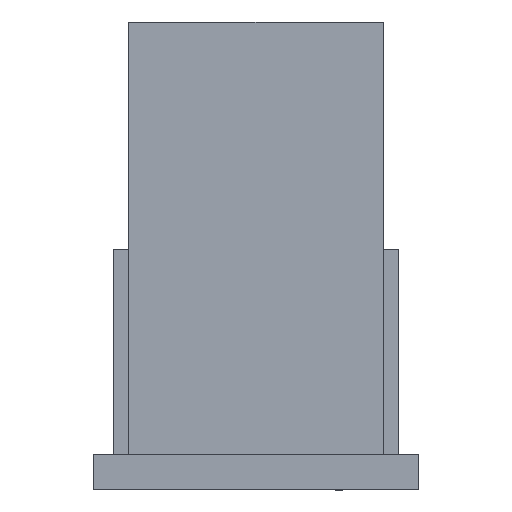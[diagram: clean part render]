
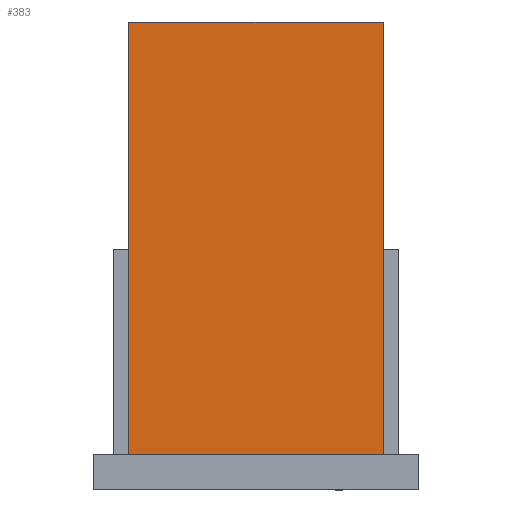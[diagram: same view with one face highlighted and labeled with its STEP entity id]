
A CAD part, front view. The second image highlights one B-rep face of the part: STEP entity #383.
In plain terms, the highlighted planar face has unit normal (0, -1, 0).
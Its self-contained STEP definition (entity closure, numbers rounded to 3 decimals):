
#69 = VERTEX_POINT ( 'NONE', #2908 ) ;
#83 = EDGE_CURVE ( 'NONE', #95, #84, #951, .T. ) ;
#84 = VERTEX_POINT ( 'NONE', #825 ) ;
#94 = EDGE_CURVE ( 'NONE', #95, #69, #940, .T. ) ;
#95 = VERTEX_POINT ( 'NONE', #936 ) ;
#146 = ORIENTED_EDGE ( 'NONE', *, *, #83, .F. ) ;
#147 = ORIENTED_EDGE ( 'NONE', *, *, #94, .T. ) ;
#148 = ORIENTED_EDGE ( 'NONE', *, *, #425, .F. ) ;
#352 = EDGE_CURVE ( 'NONE', #84, #423, #1525, .T. ) ;
#383 = ADVANCED_FACE ( 'NONE', ( #1562 ), #1501, .F. ) ;
#384 = EDGE_LOOP ( 'NONE', ( #385, #146, #147, #148 ) ) ;
#385 = ORIENTED_EDGE ( 'NONE', *, *, #352, .F. ) ;
#423 = VERTEX_POINT ( 'NONE', #1825 ) ;
#425 = EDGE_CURVE ( 'NONE', #423, #69, #1824, .T. ) ;
#825 = CARTESIAN_POINT ( 'NONE',  ( -5.7, 0., 0. ) ) ;
#936 = CARTESIAN_POINT ( 'NONE',  ( -5.7, 0., -9.7 ) ) ;
#937 = DIRECTION ( 'NONE',  ( 1., 0., 0. ) ) ;
#938 = VECTOR ( 'NONE', #937, 1000. ) ;
#939 = CARTESIAN_POINT ( 'NONE',  ( -9.35, 0., -9.7 ) ) ;
#940 = LINE ( 'NONE', #939, #938 ) ;
#948 = DIRECTION ( 'NONE',  ( 0., 0., 1. ) ) ;
#949 = VECTOR ( 'NONE', #948, 1000. ) ;
#950 = CARTESIAN_POINT ( 'NONE',  ( -5.7, 0., 0. ) ) ;
#951 = LINE ( 'NONE', #950, #949 ) ;
#1497 = DIRECTION ( 'NONE',  ( 1., 0., 0. ) ) ;
#1498 = DIRECTION ( 'NONE',  ( 0., 1., 0. ) ) ;
#1499 = CARTESIAN_POINT ( 'NONE',  ( -9.35, 0., 0. ) ) ;
#1500 = AXIS2_PLACEMENT_3D ( 'NONE', #1499, #1498, #1497 ) ;
#1501 = PLANE ( 'NONE',  #1500 ) ;
#1525 = LINE ( 'NONE', #1639, #1638 ) ;
#1562 = FACE_OUTER_BOUND ( 'NONE', #384, .T. ) ;
#1637 = DIRECTION ( 'NONE',  ( 1., 0., 0. ) ) ;
#1638 = VECTOR ( 'NONE', #1637, 1000. ) ;
#1639 = CARTESIAN_POINT ( 'NONE',  ( -9.35, 0., 0. ) ) ;
#1821 = DIRECTION ( 'NONE',  ( 0., 0., -1. ) ) ;
#1822 = VECTOR ( 'NONE', #1821, 1000. ) ;
#1823 = CARTESIAN_POINT ( 'NONE',  ( 0., 0., 0. ) ) ;
#1824 = LINE ( 'NONE', #1823, #1822 ) ;
#1825 = CARTESIAN_POINT ( 'NONE',  ( 0., 0., 0. ) ) ;
#2908 = CARTESIAN_POINT ( 'NONE',  ( 0., 0., -9.7 ) ) ;
